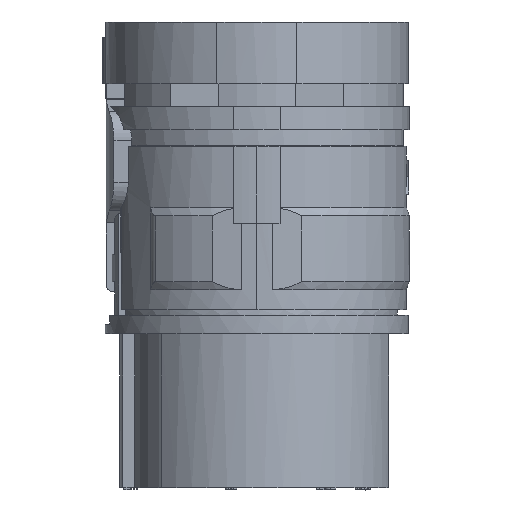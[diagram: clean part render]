
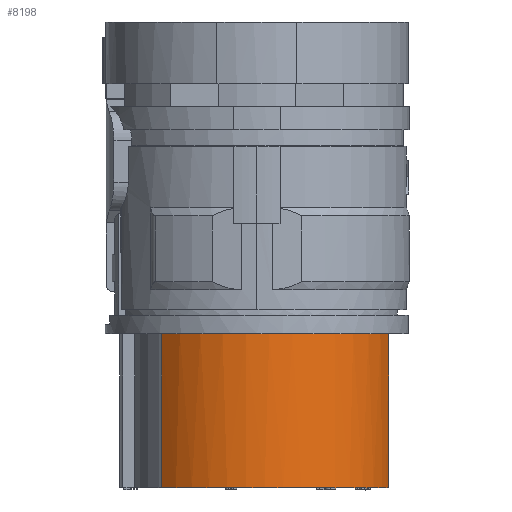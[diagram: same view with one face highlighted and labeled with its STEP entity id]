
A CAD part, left-side view. The second image highlights one B-rep face of the part: STEP entity #8198.
In plain terms, the highlighted cylindrical face has radius 8.9 mm (diameter 17.8 mm), a partial arc.
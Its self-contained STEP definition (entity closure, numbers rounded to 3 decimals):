
#8171=AXIS2_PLACEMENT_3D('Cylinder Axis2P3D',#8168,#8169,#8170) ;
#8182=AXIS2_PLACEMENT_3D('Circle Axis2P3D',#8180,#8181,$) ;
#6567=CARTESIAN_POINT('Vertex',(8.075,1.337,0.15)) ;
#6571=CARTESIAN_POINT('Control Point',(4.111,16.096,0.15)) ;
#6572=CARTESIAN_POINT('Control Point',(3.501,15.467,0.15)) ;
#6573=CARTESIAN_POINT('Control Point',(2.968,14.762,0.15)) ;
#6574=CARTESIAN_POINT('Control Point',(2.525,13.995,0.15)) ;
#6575=CARTESIAN_POINT('Control Point',(1.837,12.368,0.15)) ;
#6576=CARTESIAN_POINT('Control Point',(1.564,10.622,0.15)) ;
#6577=CARTESIAN_POINT('Control Point',(1.536,9.736,0.15)) ;
#6578=CARTESIAN_POINT('Control Point',(1.7,7.977,0.15)) ;
#6579=CARTESIAN_POINT('Control Point',(2.285,6.31,0.15)) ;
#6580=CARTESIAN_POINT('Control Point',(2.68,5.516,0.15)) ;
#6581=CARTESIAN_POINT('Control Point',(3.656,4.043,0.15)) ;
#6582=CARTESIAN_POINT('Control Point',(4.96,2.851,0.15)) ;
#6583=CARTESIAN_POINT('Control Point',(5.683,2.339,0.15)) ;
#6584=CARTESIAN_POINT('Control Point',(6.61,1.841,0.15)) ;
#6585=CARTESIAN_POINT('Control Point',(7.593,1.486,0.15)) ;
#6586=CARTESIAN_POINT('Control Point',(7.753,1.432,0.15)) ;
#6587=CARTESIAN_POINT('Control Point',(7.913,1.383,0.15)) ;
#6588=CARTESIAN_POINT('Control Point',(8.075,1.337,0.15)) ;
#6589=CARTESIAN_POINT('Vertex',(4.111,16.096,0.15)) ;
#8168=CARTESIAN_POINT('Axis2P3D Location',(10.5,9.9,30.4)) ;
#8173=CARTESIAN_POINT('Line Origine',(8.075,1.337,30.4)) ;
#8177=CARTESIAN_POINT('Vertex',(8.075,1.337,10.15)) ;
#8180=CARTESIAN_POINT('Axis2P3D Location',(10.5,9.9,10.15)) ;
#8184=CARTESIAN_POINT('Vertex',(4.111,16.096,10.15)) ;
#8187=CARTESIAN_POINT('Line Origine',(4.111,16.096,30.4)) ;
#8169=DIRECTION('Axis2P3D Direction',(0.,-0.,1.)) ;
#8170=DIRECTION('Axis2P3D XDirection',(0.,1.,0.)) ;
#8174=DIRECTION('Vector Direction',(0.,0.,1.)) ;
#8181=DIRECTION('Axis2P3D Direction',(0.,-0.,1.)) ;
#8188=DIRECTION('Vector Direction',(0.,0.,1.)) ;
#8175=VECTOR('Line Direction',#8174,1.) ;
#8189=VECTOR('Line Direction',#8188,1.) ;
#8193=ORIENTED_EDGE('',*,*,#6591,.T.) ;
#8194=ORIENTED_EDGE('',*,*,#8179,.T.) ;
#8195=ORIENTED_EDGE('',*,*,#8186,.F.) ;
#8196=ORIENTED_EDGE('',*,*,#8191,.T.) ;
#8198=ADVANCED_FACE('Hauptk\X2\00F6\X0\rper',(#8197),#8172,.T.) ;
#6570=B_SPLINE_CURVE_WITH_KNOTS('',5,(#6571,#6572,#6573,#6574,#6575,#6576,#6577,#6578,#6579,#6580,#6581,#6582,#6583,#6584,#6585,#6586,#6587,#6588),.UNSPECIFIED.,.F.,.U.,(6,3,3,3,3,6),(0.,6.216,12.431,18.647,24.862,26.053),.UNSPECIFIED.) ;
#8183=CIRCLE('generated circle',#8182,8.9) ;
#8172=CYLINDRICAL_SURFACE('generated cylinder',#8171,8.9) ;
#6591=EDGE_CURVE('',#6590,#6568,#6570,.T.) ;
#8179=EDGE_CURVE('',#6568,#8178,#8176,.T.) ;
#8186=EDGE_CURVE('',#8185,#8178,#8183,.T.) ;
#8191=EDGE_CURVE('',#8185,#6590,#8190,.F.) ;
#8192=EDGE_LOOP('',(#8193,#8194,#8195,#8196)) ;
#8197=FACE_OUTER_BOUND('',#8192,.T.) ;
#8176=LINE('Line',#8173,#8175) ;
#8190=LINE('Line',#8187,#8189) ;
#6568=VERTEX_POINT('',#6567) ;
#6590=VERTEX_POINT('',#6589) ;
#8178=VERTEX_POINT('',#8177) ;
#8185=VERTEX_POINT('',#8184) ;
